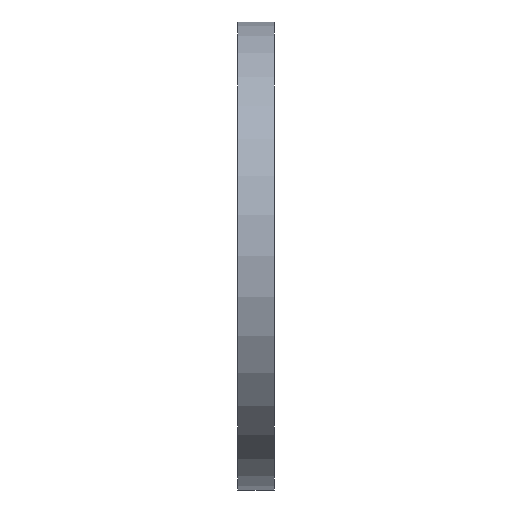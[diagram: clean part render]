
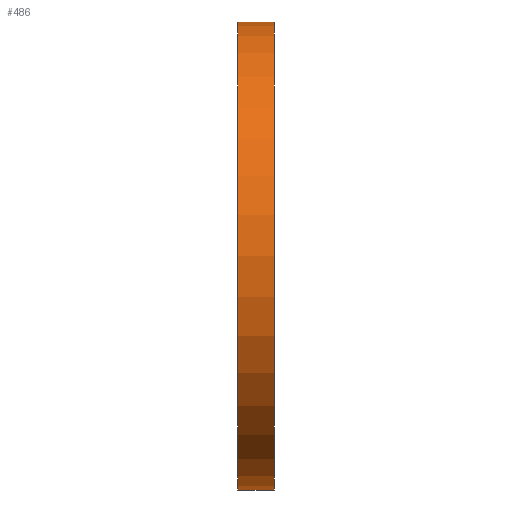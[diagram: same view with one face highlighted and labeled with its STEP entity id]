
A CAD part, left-side view. The second image highlights one B-rep face of the part: STEP entity #486.
In plain terms, the highlighted cylindrical face has radius 142.5 mm (diameter 285 mm), a partial arc.
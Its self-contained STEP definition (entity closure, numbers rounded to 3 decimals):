
#30 = VERTEX_POINT ( 'NONE', #121 ) ;
#62 = CIRCLE ( 'NONE', #169, 142.5 ) ;
#74 = DIRECTION ( 'NONE',  ( 0., 1., 0. ) ) ;
#93 = DIRECTION ( 'NONE',  ( 0., 1., 0. ) ) ;
#111 = ORIENTED_EDGE ( 'NONE', *, *, #237, .T. ) ;
#121 = CARTESIAN_POINT ( 'NONE',  ( 0., 0., 142.5 ) ) ;
#156 = LINE ( 'NONE', #576, #296 ) ;
#161 = CARTESIAN_POINT ( 'NONE',  ( 0., 34.695, 0. ) ) ;
#169 = AXIS2_PLACEMENT_3D ( 'NONE', #846, #372, #512 ) ;
#205 = CARTESIAN_POINT ( 'NONE',  ( 0., 34.695, 142.5 ) ) ;
#210 = LINE ( 'NONE', #205, #855 ) ;
#218 = DIRECTION ( 'NONE',  ( 0., 0., 1. ) ) ;
#231 = CARTESIAN_POINT ( 'NONE',  ( 0., 0., -142.5 ) ) ;
#237 = EDGE_CURVE ( 'NONE', #30, #609, #210, .T. ) ;
#296 = VECTOR ( 'NONE', #430, 1000. ) ;
#365 = AXIS2_PLACEMENT_3D ( 'NONE', #498, #438, #712 ) ;
#372 = DIRECTION ( 'NONE',  ( 0., 1., 0. ) ) ;
#417 = EDGE_CURVE ( 'NONE', #531, #609, #62, .T. ) ;
#430 = DIRECTION ( 'NONE',  ( 0., 1., 0. ) ) ;
#438 = DIRECTION ( 'NONE',  ( 0., 1., 0. ) ) ;
#464 = ORIENTED_EDGE ( 'NONE', *, *, #496, .T. ) ;
#486 = ADVANCED_FACE ( 'NONE', ( #566 ), #842, .T. ) ;
#496 = EDGE_CURVE ( 'NONE', #874, #30, #633, .T. ) ;
#498 = CARTESIAN_POINT ( 'NONE',  ( 0., 0., 0. ) ) ;
#512 = DIRECTION ( 'NONE',  ( 0., 0., 1. ) ) ;
#531 = VERTEX_POINT ( 'NONE', #723 ) ;
#566 = FACE_OUTER_BOUND ( 'NONE', #597, .T. ) ;
#576 = CARTESIAN_POINT ( 'NONE',  ( 0., 34.695, -142.5 ) ) ;
#597 = EDGE_LOOP ( 'NONE', ( #680, #464, #111, #878 ) ) ;
#609 = VERTEX_POINT ( 'NONE', #702 ) ;
#633 = CIRCLE ( 'NONE', #365, 142.5 ) ;
#679 = AXIS2_PLACEMENT_3D ( 'NONE', #161, #93, #218 ) ;
#680 = ORIENTED_EDGE ( 'NONE', *, *, #827, .F. ) ;
#702 = CARTESIAN_POINT ( 'NONE',  ( 0., 22., 142.5 ) ) ;
#712 = DIRECTION ( 'NONE',  ( 0., 0., 1. ) ) ;
#723 = CARTESIAN_POINT ( 'NONE',  ( 0., 22., -142.5 ) ) ;
#827 = EDGE_CURVE ( 'NONE', #874, #531, #156, .T. ) ;
#842 = CYLINDRICAL_SURFACE ( 'NONE', #679, 142.5 ) ;
#846 = CARTESIAN_POINT ( 'NONE',  ( 0., 22., 0. ) ) ;
#855 = VECTOR ( 'NONE', #74, 1000. ) ;
#874 = VERTEX_POINT ( 'NONE', #231 ) ;
#878 = ORIENTED_EDGE ( 'NONE', *, *, #417, .F. ) ;
